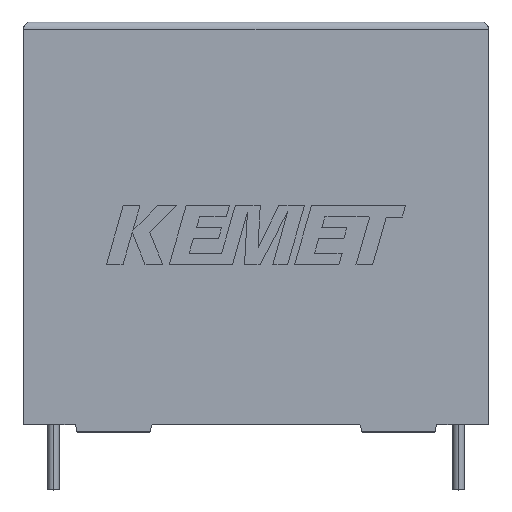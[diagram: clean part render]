
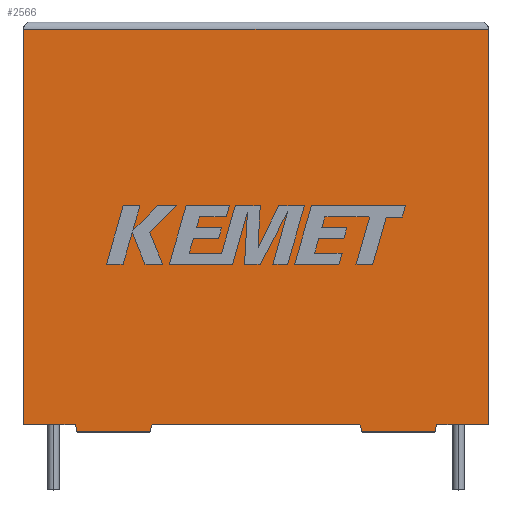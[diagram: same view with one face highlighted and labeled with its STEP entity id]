
A CAD part, top view. The second image highlights one B-rep face of the part: STEP entity #2566.
In plain terms, the highlighted planar face has unit normal (0, 0, 1).
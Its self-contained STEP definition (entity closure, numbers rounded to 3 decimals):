
#50 = DIRECTION ( 'NONE',  ( -0.287, -0.958, 0. ) ) ;
#95 = LINE ( 'NONE', #2998, #2469 ) ;
#108 = VERTEX_POINT ( 'NONE', #202 ) ;
#202 = CARTESIAN_POINT ( 'NONE',  ( 32., 27.2, 14.3 ) ) ;
#203 = CARTESIAN_POINT ( 'NONE',  ( 8.7, -0.5, 14.3 ) ) ;
#274 = VECTOR ( 'NONE', #1949, 1000. ) ;
#281 = VECTOR ( 'NONE', #1631, 1000. ) ;
#284 = VECTOR ( 'NONE', #3078, 1000. ) ;
#291 = VECTOR ( 'NONE', #1349, 1000. ) ;
#297 = ORIENTED_EDGE ( 'NONE', *, *, #2056, .T. ) ;
#299 = ORIENTED_EDGE ( 'NONE', *, *, #2384, .T. ) ;
#317 = DIRECTION ( 'NONE',  ( 1., 0., 0. ) ) ;
#323 = CARTESIAN_POINT ( 'NONE',  ( 23.3, -0.5, 14.3 ) ) ;
#334 = EDGE_CURVE ( 'NONE', #728, #458, #1563, .T. ) ;
#336 = CARTESIAN_POINT ( 'NONE',  ( 28.45, 0., 14.3 ) ) ;
#344 = VERTEX_POINT ( 'NONE', #2088 ) ;
#352 = LINE ( 'NONE', #2538, #2298 ) ;
#392 = ORIENTED_EDGE ( 'NONE', *, *, #635, .T. ) ;
#402 = ORIENTED_EDGE ( 'NONE', *, *, #577, .T. ) ;
#439 = VERTEX_POINT ( 'NONE', #1604 ) ;
#447 = EDGE_LOOP ( 'NONE', ( #299, #392, #2150, #402, #1953, #2530, #3235, #2634, #2765, #1582, #2483, #297 ) ) ;
#458 = VERTEX_POINT ( 'NONE', #1114 ) ;
#485 = CARTESIAN_POINT ( 'NONE',  ( 8.7, -0.5, 14.3 ) ) ;
#512 = EDGE_CURVE ( 'NONE', #700, #344, #2699, .T. ) ;
#543 = LINE ( 'NONE', #669, #274 ) ;
#577 = EDGE_CURVE ( 'NONE', #344, #2711, #794, .T. ) ;
#612 = CARTESIAN_POINT ( 'NONE',  ( 0., 0., 14.3 ) ) ;
#628 = LINE ( 'NONE', #2828, #281 ) ;
#635 = EDGE_CURVE ( 'NONE', #108, #700, #3191, .T. ) ;
#669 = CARTESIAN_POINT ( 'NONE',  ( 23.3, -0.5, 14.3 ) ) ;
#700 = VERTEX_POINT ( 'NONE', #714 ) ;
#714 = CARTESIAN_POINT ( 'NONE',  ( 0., 27.2, 14.3 ) ) ;
#719 = VERTEX_POINT ( 'NONE', #2397 ) ;
#728 = VERTEX_POINT ( 'NONE', #1609 ) ;
#751 = CARTESIAN_POINT ( 'NONE',  ( 0., 0., 14.3 ) ) ;
#794 = LINE ( 'NONE', #3158, #291 ) ;
#807 = EDGE_CURVE ( 'NONE', #2517, #728, #2229, .T. ) ;
#917 = VECTOR ( 'NONE', #317, 1000. ) ;
#944 = VECTOR ( 'NONE', #2192, 1000. ) ;
#1099 = EDGE_CURVE ( 'NONE', #3233, #458, #543, .T. ) ;
#1114 = CARTESIAN_POINT ( 'NONE',  ( 23.15, 0., 14.3 ) ) ;
#1133 = VECTOR ( 'NONE', #1544, 1000. ) ;
#1158 = EDGE_CURVE ( 'NONE', #719, #2517, #2023, .T. ) ;
#1220 = VERTEX_POINT ( 'NONE', #1302 ) ;
#1261 = VERTEX_POINT ( 'NONE', #336 ) ;
#1302 = CARTESIAN_POINT ( 'NONE',  ( 32., 0., 14.3 ) ) ;
#1349 = DIRECTION ( 'NONE',  ( 1., 0., 0. ) ) ;
#1517 = CARTESIAN_POINT ( 'NONE',  ( 0., 0., 14.3 ) ) ;
#1544 = DIRECTION ( 'NONE',  ( 1., 0., 0. ) ) ;
#1548 = AXIS2_PLACEMENT_3D ( 'NONE', #1517, #2276, #1760 ) ;
#1554 = CARTESIAN_POINT ( 'NONE',  ( 0., 0., 14.3 ) ) ;
#1563 = LINE ( 'NONE', #1554, #917 ) ;
#1582 = ORIENTED_EDGE ( 'NONE', *, *, #2167, .F. ) ;
#1604 = CARTESIAN_POINT ( 'NONE',  ( 28.3, -0.5, 14.3 ) ) ;
#1609 = CARTESIAN_POINT ( 'NONE',  ( 8.85, 0., 14.3 ) ) ;
#1631 = DIRECTION ( 'NONE',  ( 0., 1., 0. ) ) ;
#1669 = FACE_OUTER_BOUND ( 'NONE', #447, .T. ) ;
#1675 = LINE ( 'NONE', #2071, #284 ) ;
#1758 = VECTOR ( 'NONE', #2623, 1000. ) ;
#1760 = DIRECTION ( 'NONE',  ( -1., 0., 0. ) ) ;
#1949 = DIRECTION ( 'NONE',  ( -0.287, 0.958, 0. ) ) ;
#1953 = ORIENTED_EDGE ( 'NONE', *, *, #2078, .T. ) ;
#1987 = PLANE ( 'NONE',  #1548 ) ;
#2023 = LINE ( 'NONE', #2792, #1133 ) ;
#2056 = EDGE_CURVE ( 'NONE', #1261, #1220, #2396, .T. ) ;
#2071 = CARTESIAN_POINT ( 'NONE',  ( 28.3, -0.5, 14.3 ) ) ;
#2078 = EDGE_CURVE ( 'NONE', #2711, #719, #95, .T. ) ;
#2088 = CARTESIAN_POINT ( 'NONE',  ( 0., 0., 14.3 ) ) ;
#2150 = ORIENTED_EDGE ( 'NONE', *, *, #512, .T. ) ;
#2167 = EDGE_CURVE ( 'NONE', #439, #3233, #1675, .T. ) ;
#2192 = DIRECTION ( 'NONE',  ( -1., 0., 0. ) ) ;
#2218 = CARTESIAN_POINT ( 'NONE',  ( 0., 27.2, 14.3 ) ) ;
#2229 = LINE ( 'NONE', #203, #3094 ) ;
#2276 = DIRECTION ( 'NONE',  ( 0., 0., -1. ) ) ;
#2298 = VECTOR ( 'NONE', #50, 1000. ) ;
#2316 = VECTOR ( 'NONE', #2500, 1000. ) ;
#2384 = EDGE_CURVE ( 'NONE', #1220, #108, #628, .T. ) ;
#2396 = LINE ( 'NONE', #751, #2316 ) ;
#2397 = CARTESIAN_POINT ( 'NONE',  ( 3.7, -0.5, 14.3 ) ) ;
#2469 = VECTOR ( 'NONE', #2983, 1000. ) ;
#2483 = ORIENTED_EDGE ( 'NONE', *, *, #2644, .F. ) ;
#2500 = DIRECTION ( 'NONE',  ( 1., 0., 0. ) ) ;
#2517 = VERTEX_POINT ( 'NONE', #485 ) ;
#2530 = ORIENTED_EDGE ( 'NONE', *, *, #1158, .T. ) ;
#2538 = CARTESIAN_POINT ( 'NONE',  ( 28.45, 0., 14.3 ) ) ;
#2566 = ADVANCED_FACE ( 'NONE', ( #1669 ), #1987, .F. ) ;
#2623 = DIRECTION ( 'NONE',  ( 0., -1., 0. ) ) ;
#2634 = ORIENTED_EDGE ( 'NONE', *, *, #334, .T. ) ;
#2644 = EDGE_CURVE ( 'NONE', #1261, #439, #352, .T. ) ;
#2692 = DIRECTION ( 'NONE',  ( 0.287, 0.958, 0. ) ) ;
#2699 = LINE ( 'NONE', #612, #1758 ) ;
#2711 = VERTEX_POINT ( 'NONE', #3114 ) ;
#2765 = ORIENTED_EDGE ( 'NONE', *, *, #1099, .F. ) ;
#2792 = CARTESIAN_POINT ( 'NONE',  ( 3.7, -0.5, 14.3 ) ) ;
#2828 = CARTESIAN_POINT ( 'NONE',  ( 32., 0., 14.3 ) ) ;
#2983 = DIRECTION ( 'NONE',  ( 0.287, -0.958, 0. ) ) ;
#2998 = CARTESIAN_POINT ( 'NONE',  ( 3.55, 0., 14.3 ) ) ;
#3078 = DIRECTION ( 'NONE',  ( -1., 0., 0. ) ) ;
#3094 = VECTOR ( 'NONE', #2692, 1000. ) ;
#3114 = CARTESIAN_POINT ( 'NONE',  ( 3.55, 0., 14.3 ) ) ;
#3158 = CARTESIAN_POINT ( 'NONE',  ( 0., 0., 14.3 ) ) ;
#3191 = LINE ( 'NONE', #2218, #944 ) ;
#3233 = VERTEX_POINT ( 'NONE', #323 ) ;
#3235 = ORIENTED_EDGE ( 'NONE', *, *, #807, .T. ) ;
